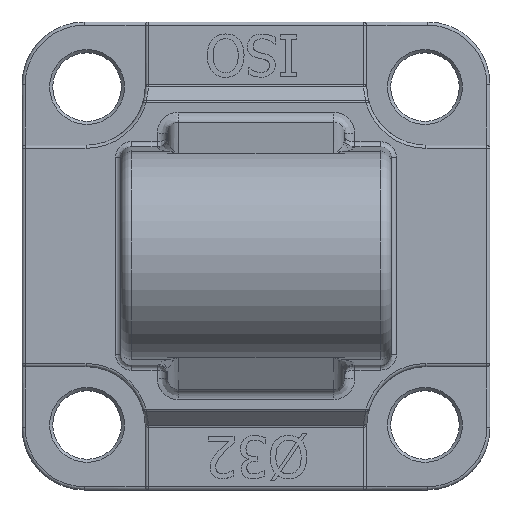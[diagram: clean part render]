
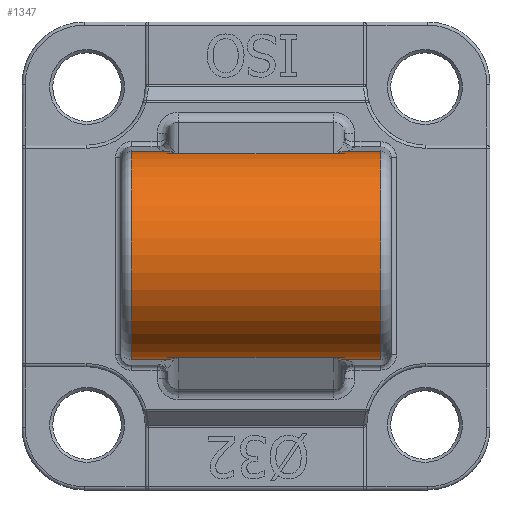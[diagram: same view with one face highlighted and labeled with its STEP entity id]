
A CAD part, top view. The second image highlights one B-rep face of the part: STEP entity #1347.
In plain terms, the highlighted cylindrical face has radius 10 mm (diameter 20 mm), a partial arc.
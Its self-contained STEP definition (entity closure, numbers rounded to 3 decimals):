
#419=CARTESIAN_POINT('',(-12.0,9.993,22.379));
#420=VERTEX_POINT('',#419);
#427=CARTESIAN_POINT('',(-8.291,9.993,22.379));
#428=VERTEX_POINT('',#427);
#429=CARTESIAN_POINT('',(-12.0,9.993,22.379));
#430=DIRECTION('',(1.0,0.0,0.0));
#431=VECTOR('',#430,3.709);
#432=LINE('',#429,#431);
#433=EDGE_CURVE('',#428,#420,#432,.F.);
#513=CARTESIAN_POINT('',(-12.0,-9.993,22.379));
#514=VERTEX_POINT('',#513);
#546=CARTESIAN_POINT('',(-8.291,-9.993,22.379));
#547=VERTEX_POINT('',#546);
#555=CARTESIAN_POINT('',(-12.0,-9.993,22.379));
#556=DIRECTION('',(1.0,0.0,0.0));
#557=VECTOR('',#556,3.709);
#558=LINE('',#555,#557);
#559=EDGE_CURVE('',#514,#547,#558,.T.);
#941=CARTESIAN_POINT('',(12.0,-9.993,22.379));
#942=VERTEX_POINT('',#941);
#949=CARTESIAN_POINT('',(8.291,-9.993,22.379));
#950=VERTEX_POINT('',#949);
#951=CARTESIAN_POINT('',(8.291,-9.993,22.379));
#952=DIRECTION('',(1.0,0.0,0.0));
#953=VECTOR('',#952,3.709);
#954=LINE('',#951,#953);
#955=EDGE_CURVE('',#950,#942,#954,.T.);
#1035=CARTESIAN_POINT('',(12.0,9.993,22.379));
#1036=VERTEX_POINT('',#1035);
#1068=CARTESIAN_POINT('',(8.291,9.993,22.379));
#1069=VERTEX_POINT('',#1068);
#1077=CARTESIAN_POINT('',(8.291,9.993,22.379));
#1078=DIRECTION('',(1.0,0.0,0.0));
#1079=VECTOR('',#1078,3.709);
#1080=LINE('',#1077,#1079);
#1081=EDGE_CURVE('',#1069,#1036,#1080,.T.);
#1146=CARTESIAN_POINT('',(-7.5,9.78,24.087));
#1147=VERTEX_POINT('',#1146);
#1148=CARTESIAN_POINT('',(-8.291,9.993,22.379));
#1149=CARTESIAN_POINT('',(-8.039,9.971,22.953));
#1150=CARTESIAN_POINT('',(-7.771,9.9,23.521));
#1151=CARTESIAN_POINT('',(-7.503,9.781,24.081));
#1152=CARTESIAN_POINT('',(-7.502,9.78,24.084));
#1153=CARTESIAN_POINT('',(-7.5,9.78,24.087));
#1154=B_SPLINE_CURVE_WITH_KNOTS('',3,(#1148,#1149,#1150,#1151,#1152,#1153),.UNSPECIFIED.,.F.,.U.,(4,2,4),(-0.204,0.0,0.001),.UNSPECIFIED.);
#1155=EDGE_CURVE('',#428,#1147,#1154,.T.);
#1208=CARTESIAN_POINT('',(0.0,0.0,22.0));
#1209=DIRECTION('',(1.0,0.0,0.0));
#1210=DIRECTION('',(0.0,0.999,0.038));
#1211=AXIS2_PLACEMENT_3D('',#1208,#1209,#1210);
#1212=CYLINDRICAL_SURFACE('',#1211,10.);
#1213=ORIENTED_EDGE('',*,*,#1155,.F.);
#1214=ORIENTED_EDGE('',*,*,#433,.T.);
#1215=CARTESIAN_POINT('',(-12.0,0.0,22.0));
#1216=DIRECTION('',(-1.0,0.0,0.0));
#1217=DIRECTION('',(0.0,0.0,1.0));
#1218=AXIS2_PLACEMENT_3D('',#1215,#1216,#1217);
#1219=CIRCLE('',#1218,10.0);
#1220=EDGE_CURVE('',#514,#420,#1219,.T.);
#1221=ORIENTED_EDGE('',*,*,#1220,.F.);
#1222=ORIENTED_EDGE('',*,*,#559,.T.);
#1223=CARTESIAN_POINT('',(-7.5,-9.78,24.087));
#1224=VERTEX_POINT('',#1223);
#1225=CARTESIAN_POINT('',(-7.5,-9.78,24.087));
#1226=CARTESIAN_POINT('',(-7.502,-9.78,24.084));
#1227=CARTESIAN_POINT('',(-7.503,-9.781,24.081));
#1228=CARTESIAN_POINT('',(-7.772,-9.9,23.521));
#1229=CARTESIAN_POINT('',(-8.039,-9.971,22.953));
#1230=CARTESIAN_POINT('',(-8.291,-9.993,22.379));
#1231=B_SPLINE_CURVE_WITH_KNOTS('',3,(#1225,#1226,#1227,#1228,#1229,#1230),.UNSPECIFIED.,.F.,.U.,(4,2,4),(-0.001,0.0,0.204),.UNSPECIFIED.);
#1232=EDGE_CURVE('',#1224,#547,#1231,.T.);
#1233=ORIENTED_EDGE('',*,*,#1232,.F.);
#1234=CARTESIAN_POINT('',(-8.5,-9.78,24.087));
#1235=VERTEX_POINT('',#1234);
#1236=CARTESIAN_POINT('',(-8.5,-9.78,24.087));
#1237=DIRECTION('',(1.0,0.0,0.0));
#1238=VECTOR('',#1237,1.);
#1239=LINE('',#1236,#1238);
#1240=EDGE_CURVE('',#1235,#1224,#1239,.T.);
#1241=ORIENTED_EDGE('',*,*,#1240,.F.);
#1242=CARTESIAN_POINT('',(-8.5,-9.777,24.1));
#1243=VERTEX_POINT('',#1242);
#1244=CARTESIAN_POINT('',(-8.5,0.0,22.0));
#1245=DIRECTION('',(-1.0,0.0,0.0));
#1246=DIRECTION('',(0.0,0.999,0.038));
#1247=AXIS2_PLACEMENT_3D('',#1244,#1245,#1246);
#1248=CIRCLE('',#1247,10.);
#1249=EDGE_CURVE('',#1235,#1243,#1248,.T.);
#1250=ORIENTED_EDGE('',*,*,#1249,.T.);
#1251=CARTESIAN_POINT('',(8.5,-9.777,24.1));
#1252=VERTEX_POINT('',#1251);
#1253=CARTESIAN_POINT('',(-8.5,-9.777,24.1));
#1254=DIRECTION('',(1.0,0.0,0.0));
#1255=VECTOR('',#1254,17.);
#1256=LINE('',#1253,#1255);
#1257=EDGE_CURVE('',#1243,#1252,#1256,.T.);
#1258=ORIENTED_EDGE('',*,*,#1257,.T.);
#1259=CARTESIAN_POINT('',(8.5,-9.78,24.087));
#1260=VERTEX_POINT('',#1259);
#1261=CARTESIAN_POINT('',(8.5,0.0,22.0));
#1262=DIRECTION('',(1.0,0.0,0.0));
#1263=DIRECTION('',(0.0,0.999,0.038));
#1264=AXIS2_PLACEMENT_3D('',#1261,#1262,#1263);
#1265=CIRCLE('',#1264,10.);
#1266=EDGE_CURVE('',#1252,#1260,#1265,.T.);
#1267=ORIENTED_EDGE('',*,*,#1266,.T.);
#1268=CARTESIAN_POINT('',(7.5,-9.78,24.087));
#1269=VERTEX_POINT('',#1268);
#1270=CARTESIAN_POINT('',(7.5,-9.78,24.087));
#1271=DIRECTION('',(1.0,0.0,0.0));
#1272=VECTOR('',#1271,1.);
#1273=LINE('',#1270,#1272);
#1274=EDGE_CURVE('',#1269,#1260,#1273,.T.);
#1275=ORIENTED_EDGE('',*,*,#1274,.F.);
#1276=CARTESIAN_POINT('',(8.291,-9.993,22.379));
#1277=CARTESIAN_POINT('',(8.039,-9.971,22.953));
#1278=CARTESIAN_POINT('',(7.771,-9.9,23.521));
#1279=CARTESIAN_POINT('',(7.503,-9.781,24.081));
#1280=CARTESIAN_POINT('',(7.502,-9.78,24.084));
#1281=CARTESIAN_POINT('',(7.5,-9.78,24.087));
#1282=B_SPLINE_CURVE_WITH_KNOTS('',3,(#1276,#1277,#1278,#1279,#1280,#1281),.UNSPECIFIED.,.F.,.U.,(4,2,4),(-0.204,0.0,0.001),.UNSPECIFIED.);
#1283=EDGE_CURVE('',#950,#1269,#1282,.T.);
#1284=ORIENTED_EDGE('',*,*,#1283,.F.);
#1285=ORIENTED_EDGE('',*,*,#955,.T.);
#1286=CARTESIAN_POINT('',(12.0,0.0,22.0));
#1287=DIRECTION('',(1.0,0.0,0.0));
#1288=DIRECTION('',(0.0,0.0,1.0));
#1289=AXIS2_PLACEMENT_3D('',#1286,#1287,#1288);
#1290=CIRCLE('',#1289,10.0);
#1291=EDGE_CURVE('',#1036,#942,#1290,.T.);
#1292=ORIENTED_EDGE('',*,*,#1291,.F.);
#1293=ORIENTED_EDGE('',*,*,#1081,.F.);
#1294=CARTESIAN_POINT('',(7.5,9.78,24.087));
#1295=VERTEX_POINT('',#1294);
#1296=CARTESIAN_POINT('',(7.5,9.78,24.087));
#1297=CARTESIAN_POINT('',(7.502,9.78,24.084));
#1298=CARTESIAN_POINT('',(7.503,9.781,24.081));
#1299=CARTESIAN_POINT('',(7.772,9.9,23.521));
#1300=CARTESIAN_POINT('',(8.039,9.971,22.953));
#1301=CARTESIAN_POINT('',(8.291,9.993,22.379));
#1302=B_SPLINE_CURVE_WITH_KNOTS('',3,(#1296,#1297,#1298,#1299,#1300,#1301),.UNSPECIFIED.,.F.,.U.,(4,2,4),(-0.001,0.0,0.204),.UNSPECIFIED.);
#1303=EDGE_CURVE('',#1295,#1069,#1302,.T.);
#1304=ORIENTED_EDGE('',*,*,#1303,.F.);
#1305=CARTESIAN_POINT('',(8.5,9.78,24.087));
#1306=VERTEX_POINT('',#1305);
#1307=CARTESIAN_POINT('',(7.5,9.78,24.087));
#1308=DIRECTION('',(1.0,0.0,0.0));
#1309=VECTOR('',#1308,1.);
#1310=LINE('',#1307,#1309);
#1311=EDGE_CURVE('',#1295,#1306,#1310,.T.);
#1312=ORIENTED_EDGE('',*,*,#1311,.T.);
#1313=CARTESIAN_POINT('',(8.5,9.777,24.1));
#1314=VERTEX_POINT('',#1313);
#1315=CARTESIAN_POINT('',(8.5,0.0,22.0));
#1316=DIRECTION('',(1.0,0.0,0.0));
#1317=DIRECTION('',(0.0,0.999,0.038));
#1318=AXIS2_PLACEMENT_3D('',#1315,#1316,#1317);
#1319=CIRCLE('',#1318,10.);
#1320=EDGE_CURVE('',#1306,#1314,#1319,.T.);
#1321=ORIENTED_EDGE('',*,*,#1320,.T.);
#1322=CARTESIAN_POINT('',(-8.5,9.777,24.1));
#1323=VERTEX_POINT('',#1322);
#1324=CARTESIAN_POINT('',(8.5,9.777,24.1));
#1325=DIRECTION('',(-1.0,0.0,0.0));
#1326=VECTOR('',#1325,17.);
#1327=LINE('',#1324,#1326);
#1328=EDGE_CURVE('',#1314,#1323,#1327,.T.);
#1329=ORIENTED_EDGE('',*,*,#1328,.T.);
#1330=CARTESIAN_POINT('',(-8.5,9.78,24.087));
#1331=VERTEX_POINT('',#1330);
#1332=CARTESIAN_POINT('',(-8.5,0.0,22.0));
#1333=DIRECTION('',(-1.0,0.0,0.0));
#1334=DIRECTION('',(0.0,0.999,0.038));
#1335=AXIS2_PLACEMENT_3D('',#1332,#1333,#1334);
#1336=CIRCLE('',#1335,10.);
#1337=EDGE_CURVE('',#1323,#1331,#1336,.T.);
#1338=ORIENTED_EDGE('',*,*,#1337,.T.);
#1339=CARTESIAN_POINT('',(-8.5,9.78,24.087));
#1340=DIRECTION('',(1.0,0.0,0.0));
#1341=VECTOR('',#1340,1.);
#1342=LINE('',#1339,#1341);
#1343=EDGE_CURVE('',#1331,#1147,#1342,.T.);
#1344=ORIENTED_EDGE('',*,*,#1343,.T.);
#1345=EDGE_LOOP('',(#1213,#1214,#1221,#1222,#1233,#1241,#1250,#1258,#1267,#1275,#1284,#1285,#1292,#1293,#1304,#1312,#1321,#1329,#1338,#1344));
#1346=FACE_OUTER_BOUND('',#1345,.T.);
#1347=ADVANCED_FACE('',(#1346),#1212,.T.);
